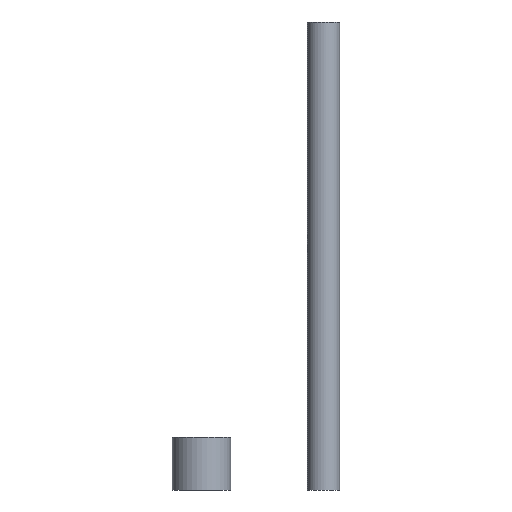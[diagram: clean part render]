
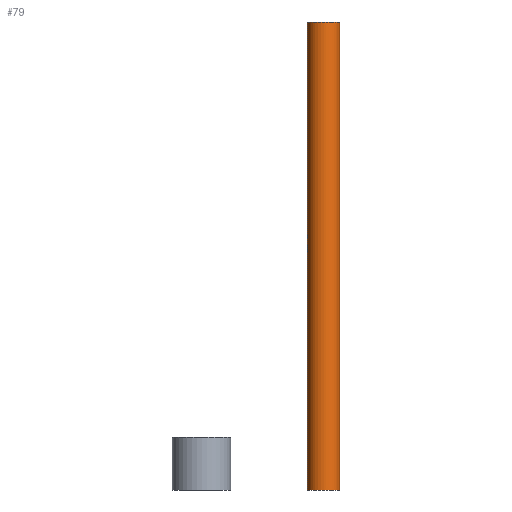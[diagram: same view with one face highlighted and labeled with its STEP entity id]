
A CAD part, left-side view. The second image highlights one B-rep face of the part: STEP entity #79.
In plain terms, the highlighted cylindrical face has radius 1.375 mm (diameter 2.75 mm), a full revolution.
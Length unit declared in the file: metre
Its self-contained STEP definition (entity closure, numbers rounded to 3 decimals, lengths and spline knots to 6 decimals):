
#26=ORIENTED_EDGE('',*,*,#34,.F.);
#27=ORIENTED_EDGE('',*,*,#35,.T.);
#34=EDGE_CURVE('',#40,#40,#46,.T.);
#35=EDGE_CURVE('',#41,#41,#47,.T.);
#40=VERTEX_POINT('',#166);
#41=VERTEX_POINT('',#168);
#46=CIRCLE('',#116,0.001375);
#47=CIRCLE('',#117,0.001375);
#56=EDGE_LOOP('',(#26));
#57=EDGE_LOOP('',(#27));
#68=FACE_BOUND('',#56,.T.);
#69=FACE_BOUND('',#57,.T.);
#74=CYLINDRICAL_SURFACE('',#115,0.001375);
#79=ADVANCED_FACE('',(#68,#69),#74,.T.);
#115=AXIS2_PLACEMENT_3D('',#164,#140,#141);
#116=AXIS2_PLACEMENT_3D('',#165,#142,#143);
#117=AXIS2_PLACEMENT_3D('',#167,#144,#145);
#140=DIRECTION('',(0.,0.,-1.));
#141=DIRECTION('',(-1.,0.,0.));
#142=DIRECTION('',(0.,0.,1.));
#143=DIRECTION('',(1.,0.,0.));
#144=DIRECTION('',(0.,0.,1.));
#145=DIRECTION('',(1.,0.,0.));
#164=CARTESIAN_POINT('',(0.,0.,0.04));
#165=CARTESIAN_POINT('',(0.,0.,0.04));
#166=CARTESIAN_POINT('',(0.001375,0.,0.04));
#167=CARTESIAN_POINT('',(0.,0.,0.));
#168=CARTESIAN_POINT('',(0.001375,0.,0.));
